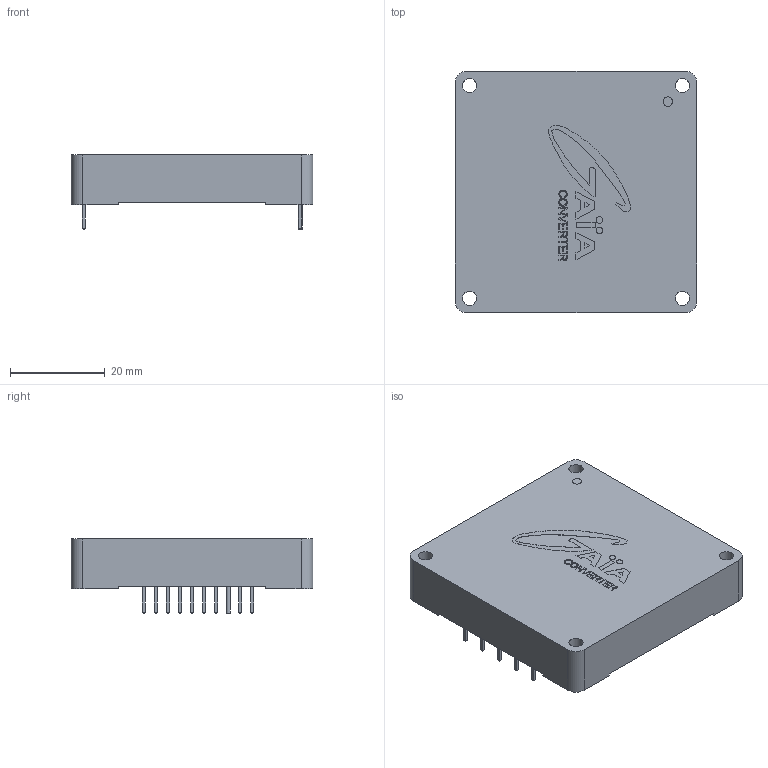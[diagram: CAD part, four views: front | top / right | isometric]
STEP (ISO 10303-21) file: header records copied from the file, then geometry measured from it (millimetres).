
FILE_DESCRIPTION(/* description */ ('Alibre Inc.'),/* implementation_level */ '2;1');
FILE_NAME(/* name */ 'export0',/* time_stamp */ '2011-04-18T16:31:48+02:00',/* author */ (''),/* organization */ (''),/* preprocessor_version */ 'ST-DEVELOPER v12',/* originating_system */ 'Alibre',/* authorisation */ '');
FILE_SCHEMA (('AUTOMOTIVE_DESIGN'));
Length unit declared in the file: centimetre
Bounding box: 51.1 x 51.11 x 15.67 mm (x, y, z)
Volume: 4880.6 mm3; surface area: 15069.5 mm2
Topology: 1 solids, 3 shells, 838 faces, 2262 edges, 1477 vertices
Faces by surface type: plane 636, cylinder 136, bspline 54, torus 12
Full cylindrical faces by diameter (mm): 0.83 x3, 1.379 x1, 1.398 x1, 2 x1, 3 x4
Entity records: 24380 total; most frequent: CARTESIAN_POINT 4811, ORIENTED_EDGE 4492, DIRECTION 3098, EDGE_CURVE 2246, VECTOR 1697, LINE 1697, VERTEX_POINT 1472, AXIS2_PLACEMENT_3D 966
